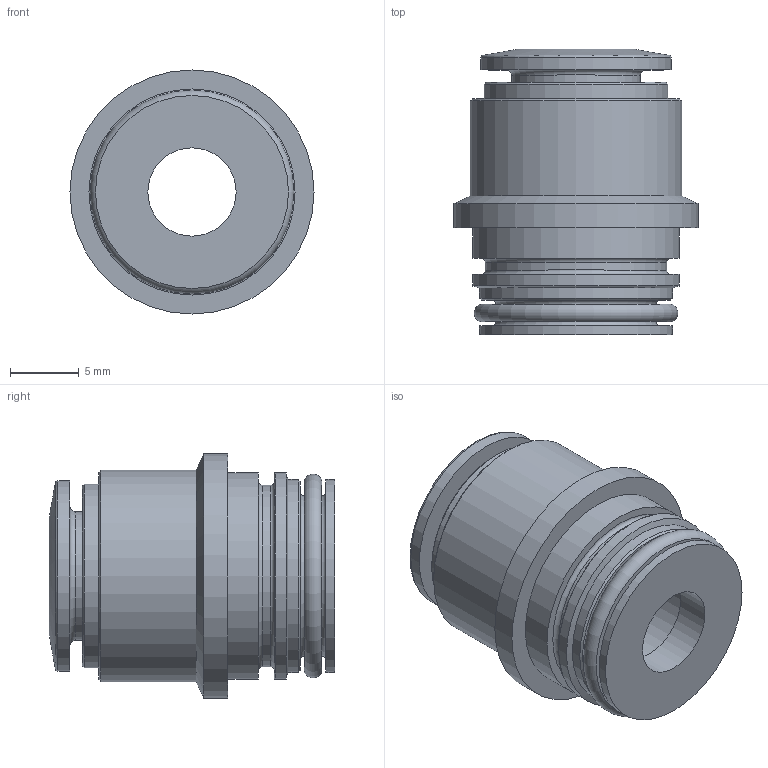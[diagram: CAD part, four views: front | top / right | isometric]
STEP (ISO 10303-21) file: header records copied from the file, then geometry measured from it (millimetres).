
FILE_DESCRIPTION(/* description */ ('STEP AP214'),/* implementation_level */ '2;1');
FILE_NAME(/* name */ '132651_QSPKG18-5_16-U',/* time_stamp */ '2024-09-14T14:30:42+02:00',/* author */ ('License CC BY-ND 4.0'),/* organization */ ('CADENAS'),/* preprocessor_version */ 'ST-DEVELOPER v19.3',/* originating_system */ 'PARTsolutions',/* authorisation */ ' ');
FILE_SCHEMA (('AUTOMOTIVE_DESIGN {1 0 10303 214 3 1 1}'));
Length unit declared in the file: millimetre
Products named in the file (1): 132651 QSPKG18-5/16-U
Bounding box: 17.7 x 20.7 x 17.7 mm (x, y, z)
Volume: 2527.5 mm3; surface area: 2278 mm2
Topology: 1 solids, 1 shells, 43 faces, 75 edges, 44 vertices
Faces by surface type: cylinder 14, plane 12, torus 11, cone 6
Full cylindrical faces by diameter (mm): 6.4 x1, 7.94 x1, 9.34 x1, 11.6 x2, 13.15 x1, 13.34 x1, 13.8 x1, 14 x2, 14.95 x2, 15.34 x1, 17.7 x1
Entity records: 1194 total; most frequent: DIRECTION 174, CARTESIAN_POINT 130, AXIS2_PLACEMENT_3D 87, ORIENTED_EDGE 86, EDGE_LOOP 86, FACE_BOUND 86, EDGE_CURVE 43, VERTEX_POINT 43
